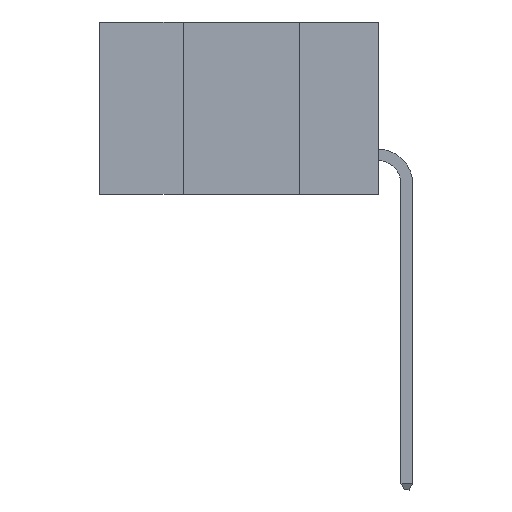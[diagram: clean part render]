
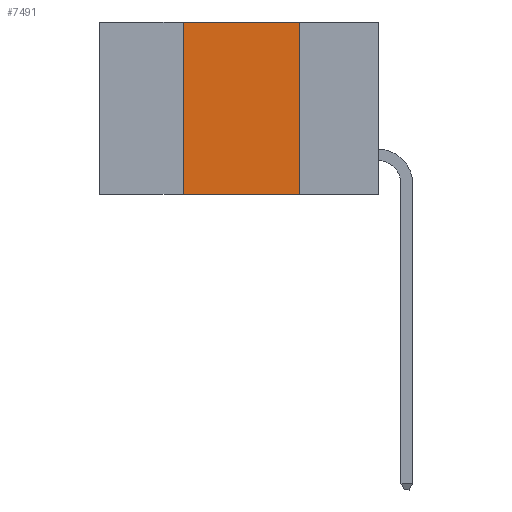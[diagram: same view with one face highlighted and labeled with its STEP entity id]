
A CAD part, left-side view. The second image highlights one B-rep face of the part: STEP entity #7491.
In plain terms, the highlighted planar face has unit normal (-1, 0, 0).
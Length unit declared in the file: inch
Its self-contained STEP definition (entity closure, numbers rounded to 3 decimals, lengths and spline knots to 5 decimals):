
#751 = EDGE_CURVE ( 'NONE', #6459, #5056, #10183, .T. ) ;
#973 = LINE ( 'NONE', #6081, #6043 ) ;
#1204 = ORIENTED_EDGE ( 'NONE', *, *, #10417, .T. ) ;
#1727 = VERTEX_POINT ( 'NONE', #5454 ) ;
#2866 = EDGE_CURVE ( 'NONE', #5056, #3823, #6893, .T. ) ;
#2940 = LINE ( 'NONE', #5919, #5292 ) ;
#3164 = FACE_OUTER_BOUND ( 'NONE', #6634, .T. ) ;
#3300 = ORIENTED_EDGE ( 'NONE', *, *, #2866, .F. ) ;
#3823 = VERTEX_POINT ( 'NONE', #12605 ) ;
#5056 = VERTEX_POINT ( 'NONE', #9214 ) ;
#5292 = VECTOR ( 'NONE', #5964, 39.37008 ) ;
#5454 = CARTESIAN_POINT ( 'NONE',  ( 0., 0.17, -0.37 ) ) ;
#5547 = EDGE_CURVE ( 'NONE', #3823, #1727, #2940, .T. ) ;
#5919 = CARTESIAN_POINT ( 'NONE',  ( 0., 0.17, 0. ) ) ;
#5964 = DIRECTION ( 'NONE',  ( 0., 0., -1. ) ) ;
#6043 = VECTOR ( 'NONE', #8098, 39.37008 ) ;
#6081 = CARTESIAN_POINT ( 'NONE',  ( 0., 0.6, -0.37 ) ) ;
#6254 = DIRECTION ( 'NONE',  ( 0., 0., -1. ) ) ;
#6308 = DIRECTION ( 'NONE',  ( 1., 0., 0. ) ) ;
#6333 = CARTESIAN_POINT ( 'NONE',  ( 0., 0.6, 0. ) ) ;
#6412 = PLANE ( 'NONE',  #12763 ) ;
#6459 = VERTEX_POINT ( 'NONE', #10128 ) ;
#6571 = VECTOR ( 'NONE', #7849, 39.37008 ) ;
#6634 = EDGE_LOOP ( 'NONE', ( #8294, #3300, #8906, #1204 ) ) ;
#6893 = LINE ( 'NONE', #7302, #6571 ) ;
#7302 = CARTESIAN_POINT ( 'NONE',  ( 0., 0.6, 0. ) ) ;
#7491 = ADVANCED_FACE ( 'NONE', ( #3164 ), #6412, .F. ) ;
#7849 = DIRECTION ( 'NONE',  ( 0., -1., 0. ) ) ;
#7879 = VECTOR ( 'NONE', #11040, 39.37008 ) ;
#8098 = DIRECTION ( 'NONE',  ( 0., -1., 0. ) ) ;
#8294 = ORIENTED_EDGE ( 'NONE', *, *, #5547, .F. ) ;
#8906 = ORIENTED_EDGE ( 'NONE', *, *, #751, .F. ) ;
#9214 = CARTESIAN_POINT ( 'NONE',  ( 0., 0.42, 0. ) ) ;
#10128 = CARTESIAN_POINT ( 'NONE',  ( 0., 0.42, -0.37 ) ) ;
#10183 = LINE ( 'NONE', #12048, #7879 ) ;
#10417 = EDGE_CURVE ( 'NONE', #6459, #1727, #973, .T. ) ;
#11040 = DIRECTION ( 'NONE',  ( 0., 0., 1. ) ) ;
#12048 = CARTESIAN_POINT ( 'NONE',  ( 0., 0.42, 0. ) ) ;
#12605 = CARTESIAN_POINT ( 'NONE',  ( 0., 0.17, 0. ) ) ;
#12763 = AXIS2_PLACEMENT_3D ( 'NONE', #6333, #6308, #6254 ) ;
